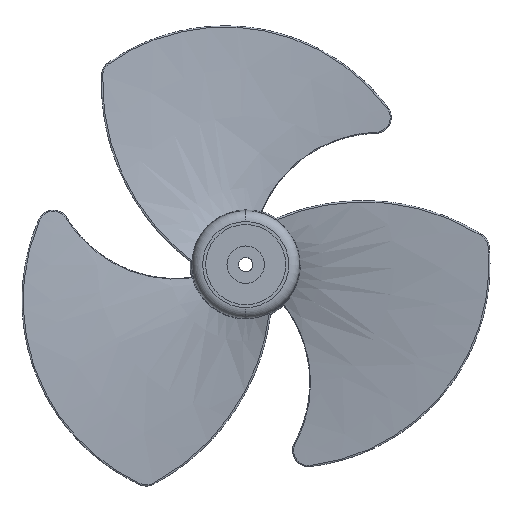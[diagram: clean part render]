
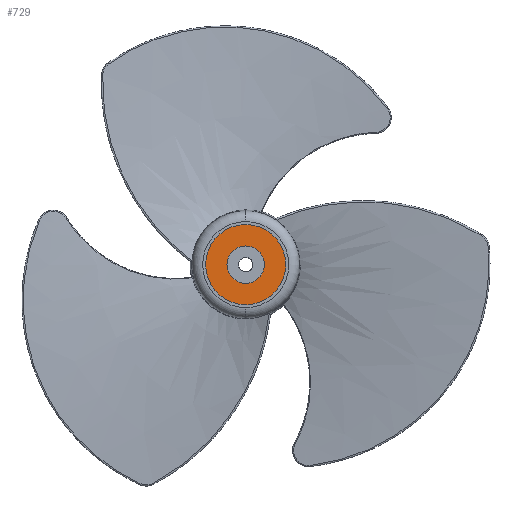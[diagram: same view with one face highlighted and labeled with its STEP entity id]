
A CAD part, top view. The second image highlights one B-rep face of the part: STEP entity #729.
In plain terms, the highlighted planar face has unit normal (0, 0, 1).
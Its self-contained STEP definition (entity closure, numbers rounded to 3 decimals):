
#51 = VERTEX_POINT ( 'NONE', #14232 ) ;
#269 = DIRECTION ( 'NONE',  ( 0., 0., 1. ) ) ;
#729 = ADVANCED_FACE ( 'NONE', ( #15875, #3510 ), #17062, .T. ) ;
#742 = DIRECTION ( 'NONE',  ( 1., 0., 0. ) ) ;
#820 = AXIS2_PLACEMENT_3D ( 'NONE', #2655, #17544, #9240 ) ;
#1512 = VERTEX_POINT ( 'NONE', #9194 ) ;
#1711 = VERTEX_POINT ( 'NONE', #3032 ) ;
#2009 = AXIS2_PLACEMENT_3D ( 'NONE', #9072, #269, #11181 ) ;
#2087 = AXIS2_PLACEMENT_3D ( 'NONE', #10202, #7322, #9025 ) ;
#2655 = CARTESIAN_POINT ( 'NONE',  ( 0., 0., 37.5 ) ) ;
#2894 = EDGE_CURVE ( 'NONE', #51, #1711, #3530, .T. ) ;
#3032 = CARTESIAN_POINT ( 'NONE',  ( -37.5, 0., 37.5 ) ) ;
#3510 = FACE_OUTER_BOUND ( 'NONE', #9097, .T. ) ;
#3530 = CIRCLE ( 'NONE', #16209, 37.5 ) ;
#4844 = AXIS2_PLACEMENT_3D ( 'NONE', #7458, #11701, #7715 ) ;
#5604 = ORIENTED_EDGE ( 'NONE', *, *, #17021, .F. ) ;
#6884 = CARTESIAN_POINT ( 'NONE',  ( 17.5, 0., 37.5 ) ) ;
#7322 = DIRECTION ( 'NONE',  ( 0., 0., 1. ) ) ;
#7458 = CARTESIAN_POINT ( 'NONE',  ( 0., 0., 37.5 ) ) ;
#7715 = DIRECTION ( 'NONE',  ( 1., 0., 0. ) ) ;
#7733 = CIRCLE ( 'NONE', #4844, 37.5 ) ;
#7755 = CIRCLE ( 'NONE', #2009, 17.5 ) ;
#8948 = DIRECTION ( 'NONE',  ( 0., 0., 1. ) ) ;
#9025 = DIRECTION ( 'NONE',  ( 1., 0., 0. ) ) ;
#9072 = CARTESIAN_POINT ( 'NONE',  ( 0., 0., 37.5 ) ) ;
#9097 = EDGE_LOOP ( 'NONE', ( #17637, #13315 ) ) ;
#9194 = CARTESIAN_POINT ( 'NONE',  ( -17.5, 0., 37.5 ) ) ;
#9240 = DIRECTION ( 'NONE',  ( 1., 0., 0. ) ) ;
#9265 = ORIENTED_EDGE ( 'NONE', *, *, #12296, .F. ) ;
#10202 = CARTESIAN_POINT ( 'NONE',  ( 0., 0., 37.5 ) ) ;
#11181 = DIRECTION ( 'NONE',  ( 1., 0., 0. ) ) ;
#11387 = VERTEX_POINT ( 'NONE', #6884 ) ;
#11701 = DIRECTION ( 'NONE',  ( 0., 0., 1. ) ) ;
#12296 = EDGE_CURVE ( 'NONE', #11387, #1512, #7755, .T. ) ;
#12738 = EDGE_LOOP ( 'NONE', ( #9265, #5604 ) ) ;
#13315 = ORIENTED_EDGE ( 'NONE', *, *, #16843, .T. ) ;
#14232 = CARTESIAN_POINT ( 'NONE',  ( 37.5, 0., 37.5 ) ) ;
#14451 = CARTESIAN_POINT ( 'NONE',  ( 0., 0., 37.5 ) ) ;
#15875 = FACE_BOUND ( 'NONE', #12738, .T. ) ;
#16209 = AXIS2_PLACEMENT_3D ( 'NONE', #14451, #8948, #742 ) ;
#16843 = EDGE_CURVE ( 'NONE', #1711, #51, #7733, .T. ) ;
#17021 = EDGE_CURVE ( 'NONE', #1512, #11387, #17243, .T. ) ;
#17062 = PLANE ( 'NONE',  #2087 ) ;
#17243 = CIRCLE ( 'NONE', #820, 17.5 ) ;
#17544 = DIRECTION ( 'NONE',  ( 0., 0., 1. ) ) ;
#17637 = ORIENTED_EDGE ( 'NONE', *, *, #2894, .T. ) ;
